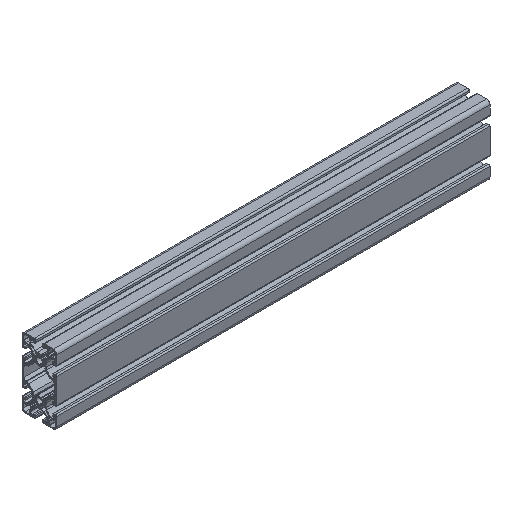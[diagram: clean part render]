
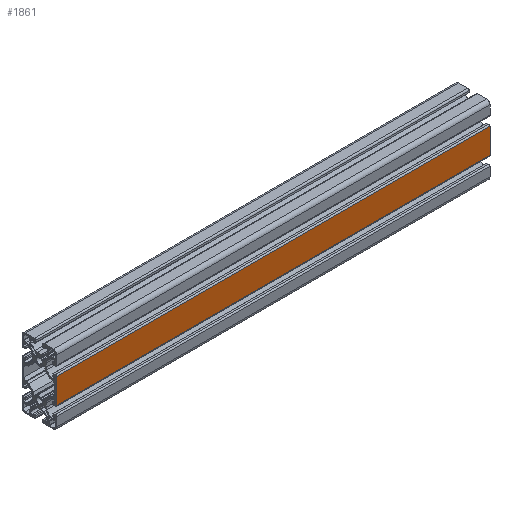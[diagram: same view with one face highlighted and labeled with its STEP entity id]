
A CAD part, isometric view. The second image highlights one B-rep face of the part: STEP entity #1861.
In plain terms, the highlighted planar face has unit normal (0, -1, 0).
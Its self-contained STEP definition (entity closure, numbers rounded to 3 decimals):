
#115 = CARTESIAN_POINT ( 'NONE',  ( 1500., -20., 2985.5 ) ) ;
#333 = ORIENTED_EDGE ( 'NONE', *, *, #3213, .F. ) ;
#466 = AXIS2_PLACEMENT_3D ( 'NONE', #115, #7296, #3683 ) ;
#603 = VERTEX_POINT ( 'NONE', #5602 ) ;
#884 = VERTEX_POINT ( 'NONE', #2436 ) ;
#966 = DIRECTION ( 'NONE',  ( 0., 0., 1. ) ) ;
#1149 = CARTESIAN_POINT ( 'NONE',  ( 1500., -20., 2985.5 ) ) ;
#1604 = LINE ( 'NONE', #1726, #3924 ) ;
#1624 = CARTESIAN_POINT ( 'NONE',  ( 1500., -20., 2985.5 ) ) ;
#1726 = CARTESIAN_POINT ( 'NONE',  ( 1500., -20., 3014.5 ) ) ;
#1861 = ADVANCED_FACE ( 'NONE', ( #8989 ), #8113, .F. ) ;
#2127 = EDGE_CURVE ( 'NONE', #603, #8808, #9147, .T. ) ;
#2436 = CARTESIAN_POINT ( 'NONE',  ( 1500., -20., 3014.5 ) ) ;
#2590 = CARTESIAN_POINT ( 'NONE',  ( 2000., -20., 3014.5 ) ) ;
#2939 = ORIENTED_EDGE ( 'NONE', *, *, #10689, .F. ) ;
#3030 = VECTOR ( 'NONE', #5417, 1000. ) ;
#3036 = VERTEX_POINT ( 'NONE', #1149 ) ;
#3213 = EDGE_CURVE ( 'NONE', #884, #8808, #1604, .T. ) ;
#3604 = CARTESIAN_POINT ( 'NONE',  ( 2000., -20., 2985.5 ) ) ;
#3683 = DIRECTION ( 'NONE',  ( 0., 0., 1. ) ) ;
#3924 = VECTOR ( 'NONE', #6035, 1000. ) ;
#5417 = DIRECTION ( 'NONE',  ( 1., 0., 0. ) ) ;
#5602 = CARTESIAN_POINT ( 'NONE',  ( 2000., -20., 2985.5 ) ) ;
#5860 = EDGE_CURVE ( 'NONE', #3036, #603, #6187, .T. ) ;
#6035 = DIRECTION ( 'NONE',  ( 1., 0., 0. ) ) ;
#6187 = LINE ( 'NONE', #1624, #3030 ) ;
#7005 = VECTOR ( 'NONE', #9031, 1000. ) ;
#7050 = EDGE_LOOP ( 'NONE', ( #8970, #333, #2939, #10099 ) ) ;
#7296 = DIRECTION ( 'NONE',  ( 0., 1., 0. ) ) ;
#8026 = LINE ( 'NONE', #8786, #8297 ) ;
#8113 = PLANE ( 'NONE',  #466 ) ;
#8297 = VECTOR ( 'NONE', #966, 1000. ) ;
#8786 = CARTESIAN_POINT ( 'NONE',  ( 1500., -20., 2985.5 ) ) ;
#8808 = VERTEX_POINT ( 'NONE', #2590 ) ;
#8970 = ORIENTED_EDGE ( 'NONE', *, *, #2127, .T. ) ;
#8989 = FACE_OUTER_BOUND ( 'NONE', #7050, .T. ) ;
#9031 = DIRECTION ( 'NONE',  ( 0., 0., 1. ) ) ;
#9147 = LINE ( 'NONE', #3604, #7005 ) ;
#10099 = ORIENTED_EDGE ( 'NONE', *, *, #5860, .T. ) ;
#10689 = EDGE_CURVE ( 'NONE', #3036, #884, #8026, .T. ) ;
